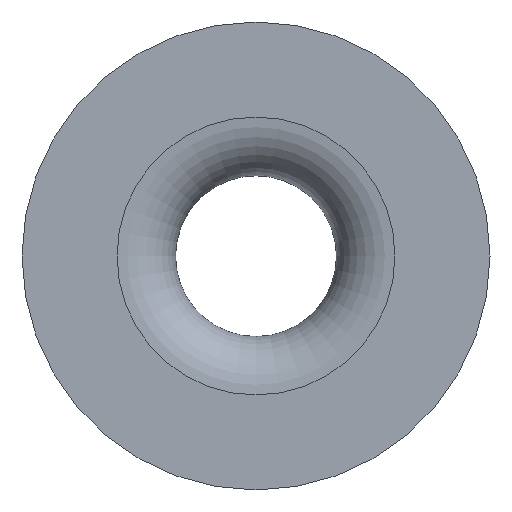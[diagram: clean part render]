
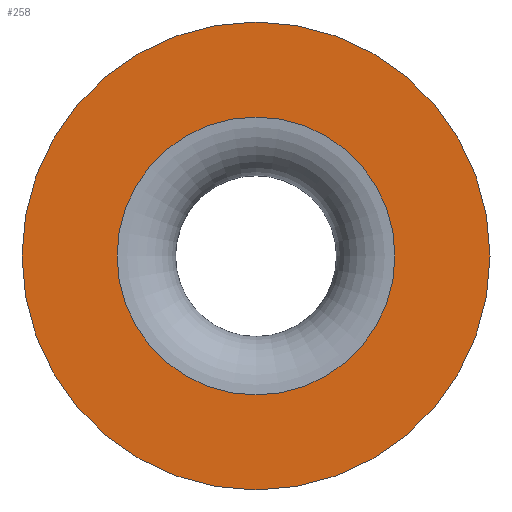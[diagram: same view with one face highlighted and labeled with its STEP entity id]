
A CAD part, top view. The second image highlights one B-rep face of the part: STEP entity #258.
In plain terms, the highlighted planar face has unit normal (0, 0, 1).
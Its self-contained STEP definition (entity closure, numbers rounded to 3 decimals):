
#66 = CONICAL_SURFACE('',#67,6.,0.785);
#67 = AXIS2_PLACEMENT_3D('',#68,#69,#70);
#68 = CARTESIAN_POINT('',(0.,0.,6.));
#69 = DIRECTION('',(0.,0.,1.));
#70 = DIRECTION('',(0.,1.,0.));
#170 = VERTEX_POINT('',#171);
#171 = CARTESIAN_POINT('',(0.,8.,8.));
#192 = EDGE_CURVE('',#170,#170,#193,.T.);
#193 = SURFACE_CURVE('',#194,(#199,#206),.PCURVE_S1.);
#194 = CIRCLE('',#195,8.);
#195 = AXIS2_PLACEMENT_3D('',#196,#197,#198);
#196 = CARTESIAN_POINT('',(0.,0.,8.));
#197 = DIRECTION('',(0.,0.,-1.));
#198 = DIRECTION('',(0.,1.,0.));
#199 = PCURVE('',#66,#200);
#200 = DEFINITIONAL_REPRESENTATION('',(#201),#205);
#201 = LINE('',#202,#203);
#202 = CARTESIAN_POINT('',(-0.,2.));
#203 = VECTOR('',#204,1.);
#204 = DIRECTION('',(-1.,0.));
#205 = ( GEOMETRIC_REPRESENTATION_CONTEXT(2) 
PARAMETRIC_REPRESENTATION_CONTEXT() REPRESENTATION_CONTEXT('2D SPACE',''
  ) );
#206 = PCURVE('',#207,#212);
#207 = PLANE('',#208);
#208 = AXIS2_PLACEMENT_3D('',#209,#210,#211);
#209 = CARTESIAN_POINT('',(0.,0.,8.));
#210 = DIRECTION('',(0.,0.,-1.));
#211 = DIRECTION('',(0.,1.,0.));
#212 = DEFINITIONAL_REPRESENTATION('',(#213),#217);
#213 = CIRCLE('',#214,8.);
#214 = AXIS2_PLACEMENT_2D('',#215,#216);
#215 = CARTESIAN_POINT('',(0.,0.));
#216 = DIRECTION('',(1.,0.));
#217 = ( GEOMETRIC_REPRESENTATION_CONTEXT(2) 
PARAMETRIC_REPRESENTATION_CONTEXT() REPRESENTATION_CONTEXT('2D SPACE',''
  ) );
#258 = ADVANCED_FACE('',(#259,#290),#207,.F.);
#259 = FACE_BOUND('',#260,.F.);
#260 = EDGE_LOOP('',(#261));
#261 = ORIENTED_EDGE('',*,*,#262,.F.);
#262 = EDGE_CURVE('',#263,#263,#265,.T.);
#263 = VERTEX_POINT('',#264);
#264 = CARTESIAN_POINT('',(0.,4.75,8.));
#265 = SURFACE_CURVE('',#266,(#271,#278),.PCURVE_S1.);
#266 = CIRCLE('',#267,4.75);
#267 = AXIS2_PLACEMENT_3D('',#268,#269,#270);
#268 = CARTESIAN_POINT('',(0.,0.,8.));
#269 = DIRECTION('',(0.,0.,-1.));
#270 = DIRECTION('',(0.,1.,0.));
#271 = PCURVE('',#207,#272);
#272 = DEFINITIONAL_REPRESENTATION('',(#273),#277);
#273 = CIRCLE('',#274,4.75);
#274 = AXIS2_PLACEMENT_2D('',#275,#276);
#275 = CARTESIAN_POINT('',(0.,0.));
#276 = DIRECTION('',(1.,0.));
#277 = ( GEOMETRIC_REPRESENTATION_CONTEXT(2) 
PARAMETRIC_REPRESENTATION_CONTEXT() REPRESENTATION_CONTEXT('2D SPACE',''
  ) );
#278 = PCURVE('',#279,#284);
#279 = TOROIDAL_SURFACE('',#280,4.75,2.);
#280 = AXIS2_PLACEMENT_3D('',#281,#282,#283);
#281 = CARTESIAN_POINT('',(0.,0.,6.));
#282 = DIRECTION('',(0.,0.,1.));
#283 = DIRECTION('',(0.,1.,0.));
#284 = DEFINITIONAL_REPRESENTATION('',(#285),#289);
#285 = LINE('',#286,#287);
#286 = CARTESIAN_POINT('',(-0.,1.571));
#287 = VECTOR('',#288,1.);
#288 = DIRECTION('',(-1.,0.));
#289 = ( GEOMETRIC_REPRESENTATION_CONTEXT(2) 
PARAMETRIC_REPRESENTATION_CONTEXT() REPRESENTATION_CONTEXT('2D SPACE',''
  ) );
#290 = FACE_BOUND('',#291,.F.);
#291 = EDGE_LOOP('',(#292));
#292 = ORIENTED_EDGE('',*,*,#192,.T.);
